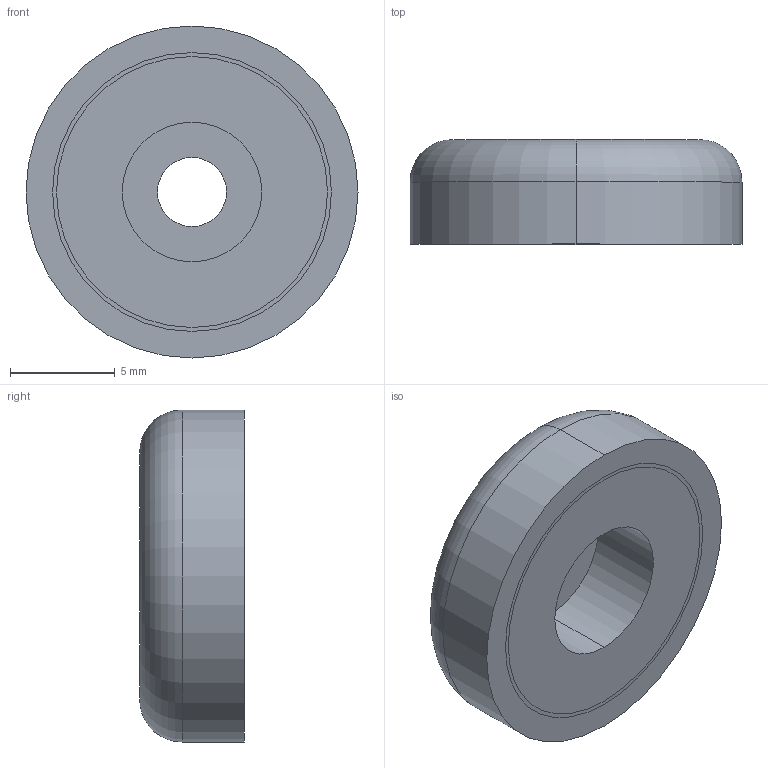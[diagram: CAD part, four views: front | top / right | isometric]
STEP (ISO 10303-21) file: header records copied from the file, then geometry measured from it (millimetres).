
FILE_DESCRIPTION (( 'STEP AP214' ), '1' );
FILE_NAME ('CUPH625.step', '2012-04-20T20:48:34', ( '' ), ( '' ), 'SwSTEP 2.0', 'SolidWorks 2012', '' );
FILE_SCHEMA (( 'AUTOMOTIVE_DESIGN' ));
Length unit declared in the file: inch
Products named in the file (1): CUPH625
Bounding box: 15.88 x 5 x 15.88 mm (x, y, z)
Volume: 807.5 mm3; surface area: 1500.6 mm2
Topology: 3 solids, 3 shells, 23 faces, 46 edges, 30 vertices
Faces by surface type: cylinder 14, plane 7, torus 2
Entity records: 846 total; most frequent: DIRECTION 126, CARTESIAN_POINT 100, ORIENTED_EDGE 92, AXIS2_PLACEMENT_3D 56, EDGE_CURVE 46, CIRCLE 32, EDGE_LOOP 30, VERTEX_POINT 30
